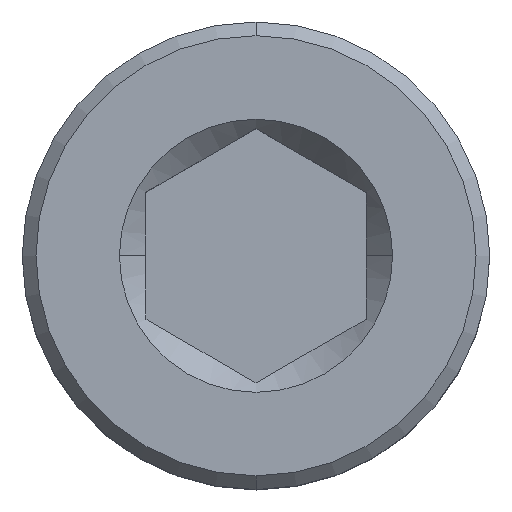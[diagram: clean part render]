
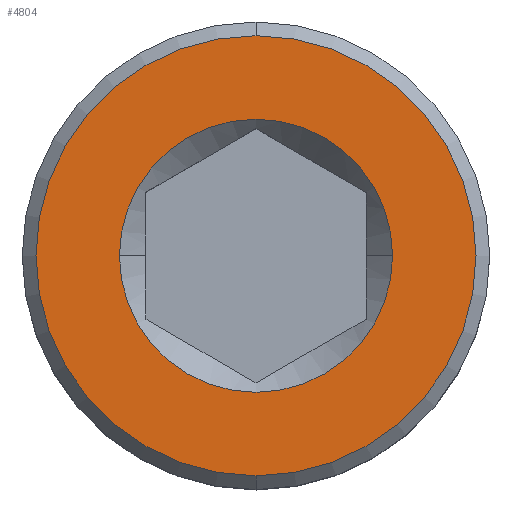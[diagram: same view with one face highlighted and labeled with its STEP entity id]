
A CAD part, top view. The second image highlights one B-rep face of the part: STEP entity #4804.
In plain terms, the highlighted planar face has unit normal (0, 0, 1).
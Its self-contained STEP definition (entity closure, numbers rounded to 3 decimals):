
#90 = EDGE_LOOP ( 'NONE', ( #1930, #326 ) ) ;
#224 = VERTEX_POINT ( 'NONE', #2663 ) ;
#235 = AXIS2_PLACEMENT_3D ( 'NONE', #1957, #6385, #7002 ) ;
#320 = CIRCLE ( 'NONE', #3366, 4. ) ;
#326 = ORIENTED_EDGE ( 'NONE', *, *, #1882, .F. ) ;
#331 = AXIS2_PLACEMENT_3D ( 'NONE', #1521, #486, #7174 ) ;
#486 = DIRECTION ( 'NONE',  ( 0., 0., 1. ) ) ;
#659 = CARTESIAN_POINT ( 'NONE',  ( -2.483, 0., 35. ) ) ;
#661 = AXIS2_PLACEMENT_3D ( 'NONE', #4545, #3536, #4146 ) ;
#1189 = CARTESIAN_POINT ( 'NONE',  ( 0., 0., 35. ) ) ;
#1521 = CARTESIAN_POINT ( 'NONE',  ( 0., 0., 35. ) ) ;
#1718 = CIRCLE ( 'NONE', #235, 4. ) ;
#1843 = VERTEX_POINT ( 'NONE', #6230 ) ;
#1882 = EDGE_CURVE ( 'NONE', #1843, #224, #320, .T. ) ;
#1914 = PLANE ( 'NONE',  #3313 ) ;
#1930 = ORIENTED_EDGE ( 'NONE', *, *, #2070, .F. ) ;
#1937 = DIRECTION ( 'NONE',  ( 0., -1., 0. ) ) ;
#1957 = CARTESIAN_POINT ( 'NONE',  ( 0., 0., 35. ) ) ;
#2070 = EDGE_CURVE ( 'NONE', #224, #1843, #1718, .T. ) ;
#2104 = ORIENTED_EDGE ( 'NONE', *, *, #3319, .F. ) ;
#2487 = FACE_OUTER_BOUND ( 'NONE', #90, .T. ) ;
#2658 = CIRCLE ( 'NONE', #331, 2.483 ) ;
#2663 = CARTESIAN_POINT ( 'NONE',  ( 0., 4., 35. ) ) ;
#3017 = CIRCLE ( 'NONE', #661, 2.483 ) ;
#3171 = VERTEX_POINT ( 'NONE', #659 ) ;
#3198 = FACE_BOUND ( 'NONE', #3638, .T. ) ;
#3203 = VERTEX_POINT ( 'NONE', #3429 ) ;
#3313 = AXIS2_PLACEMENT_3D ( 'NONE', #4736, #5346, #1937 ) ;
#3319 = EDGE_CURVE ( 'NONE', #3171, #3203, #2658, .T. ) ;
#3366 = AXIS2_PLACEMENT_3D ( 'NONE', #1189, #5033, #5670 ) ;
#3429 = CARTESIAN_POINT ( 'NONE',  ( 2.483, 0., 35. ) ) ;
#3536 = DIRECTION ( 'NONE',  ( 0., 0., 1. ) ) ;
#3638 = EDGE_LOOP ( 'NONE', ( #4275, #2104 ) ) ;
#3726 = EDGE_CURVE ( 'NONE', #3203, #3171, #3017, .T. ) ;
#4146 = DIRECTION ( 'NONE',  ( 1., 0., 0. ) ) ;
#4275 = ORIENTED_EDGE ( 'NONE', *, *, #3726, .F. ) ;
#4545 = CARTESIAN_POINT ( 'NONE',  ( 0., 0., 35. ) ) ;
#4736 = CARTESIAN_POINT ( 'NONE',  ( 0., 0., 35. ) ) ;
#4804 = ADVANCED_FACE ( 'NONE', ( #3198, #2487 ), #1914, .T. ) ;
#5033 = DIRECTION ( 'NONE',  ( 0., 0., -1. ) ) ;
#5346 = DIRECTION ( 'NONE',  ( 0., 0., 1. ) ) ;
#5670 = DIRECTION ( 'NONE',  ( 0., 1., 0. ) ) ;
#6230 = CARTESIAN_POINT ( 'NONE',  ( 0., -4., 35. ) ) ;
#6385 = DIRECTION ( 'NONE',  ( 0., 0., -1. ) ) ;
#7002 = DIRECTION ( 'NONE',  ( 0., 1., 0. ) ) ;
#7174 = DIRECTION ( 'NONE',  ( 1., 0., 0. ) ) ;
